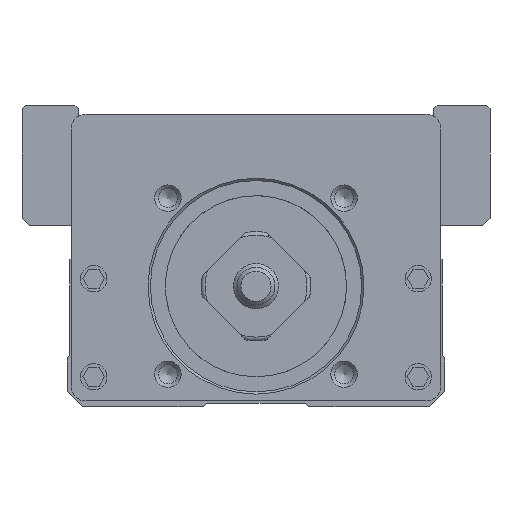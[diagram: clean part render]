
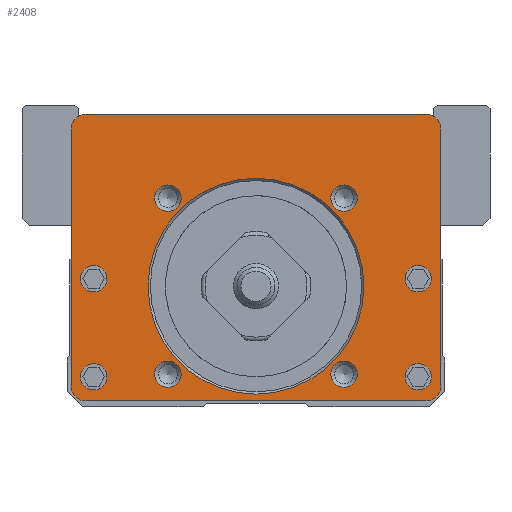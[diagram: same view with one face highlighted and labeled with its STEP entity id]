
A CAD part, front view. The second image highlights one B-rep face of the part: STEP entity #2408.
In plain terms, the highlighted planar face has unit normal (0, -1, 0).
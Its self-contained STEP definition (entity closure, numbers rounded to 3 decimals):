
#1305=FACE_BOUND('',#6914,.T.);
#1306=FACE_BOUND('',#6915,.T.);
#1307=FACE_BOUND('',#6916,.T.);
#1308=FACE_BOUND('',#6917,.T.);
#1309=FACE_BOUND('',#6918,.T.);
#1310=FACE_BOUND('',#6919,.T.);
#1311=FACE_BOUND('',#6920,.T.);
#1312=FACE_BOUND('',#6921,.T.);
#1313=FACE_BOUND('',#6922,.T.);
#1314=FACE_BOUND('',#6923,.T.);
#2408=ADVANCED_FACE('',(#1305,#1306,#1307,#1308,#1309,#1310,#1311,#1312,
#1313,#1314),#3951,.T.);
#3951=PLANE('',#32794);
#6914=EDGE_LOOP('',(#12576));
#6915=EDGE_LOOP('',(#12577));
#6916=EDGE_LOOP('',(#12578));
#6917=EDGE_LOOP('',(#12579));
#6918=EDGE_LOOP('',(#12580));
#6919=EDGE_LOOP('',(#12581));
#6920=EDGE_LOOP('',(#12582));
#6921=EDGE_LOOP('',(#12583));
#6922=EDGE_LOOP('',(#12584));
#6923=EDGE_LOOP('',(#12585,#12586,#12587,#12588,#12589,#12590,#12591,#12592));
#8662=CIRCLE('',#32757,2.);
#8664=CIRCLE('',#32760,2.);
#8680=CIRCLE('',#32783,14.3);
#8681=CIRCLE('',#32784,1.75);
#8682=CIRCLE('',#32785,1.75);
#8683=CIRCLE('',#32786,1.75);
#8684=CIRCLE('',#32787,1.75);
#8685=CIRCLE('',#32788,1.75);
#8686=CIRCLE('',#32789,1.75);
#8687=CIRCLE('',#32790,1.75);
#8688=CIRCLE('',#32791,1.75);
#8689=CIRCLE('',#32792,2.);
#8690=CIRCLE('',#32793,2.);
#12576=ORIENTED_EDGE('',*,*,#22737,.T.);
#12577=ORIENTED_EDGE('',*,*,#22738,.T.);
#12578=ORIENTED_EDGE('',*,*,#22739,.T.);
#12579=ORIENTED_EDGE('',*,*,#22740,.T.);
#12580=ORIENTED_EDGE('',*,*,#22741,.T.);
#12581=ORIENTED_EDGE('',*,*,#22742,.F.);
#12582=ORIENTED_EDGE('',*,*,#22743,.T.);
#12583=ORIENTED_EDGE('',*,*,#22744,.T.);
#12584=ORIENTED_EDGE('',*,*,#22745,.F.);
#12585=ORIENTED_EDGE('',*,*,#22540,.T.);
#12586=ORIENTED_EDGE('',*,*,#22623,.T.);
#12587=ORIENTED_EDGE('',*,*,#22588,.F.);
#12588=ORIENTED_EDGE('',*,*,#22746,.F.);
#12589=ORIENTED_EDGE('',*,*,#22609,.T.);
#12590=ORIENTED_EDGE('',*,*,#22747,.T.);
#12591=ORIENTED_EDGE('',*,*,#22575,.T.);
#12592=ORIENTED_EDGE('',*,*,#22625,.T.);
#19063=VERTEX_POINT('',#46899);
#19066=VERTEX_POINT('',#46904);
#19099=VERTEX_POINT('',#46979);
#19100=VERTEX_POINT('',#46981);
#19102=VERTEX_POINT('',#46987);
#19110=VERTEX_POINT('',#47004);
#19125=VERTEX_POINT('',#47042);
#19126=VERTEX_POINT('',#47044);
#19232=VERTEX_POINT('',#47404);
#19233=VERTEX_POINT('',#47406);
#19234=VERTEX_POINT('',#47408);
#19235=VERTEX_POINT('',#47410);
#19236=VERTEX_POINT('',#47412);
#19237=VERTEX_POINT('',#47414);
#19238=VERTEX_POINT('',#47416);
#19239=VERTEX_POINT('',#47418);
#19240=VERTEX_POINT('',#47420);
#22540=EDGE_CURVE('',#19063,#19066,#26462,.T.);
#22575=EDGE_CURVE('',#19100,#19099,#26496,.T.);
#22588=EDGE_CURVE('',#19110,#19102,#26508,.T.);
#22609=EDGE_CURVE('',#19126,#19125,#26522,.T.);
#22623=EDGE_CURVE('',#19066,#19102,#8662,.T.);
#22625=EDGE_CURVE('',#19099,#19063,#8664,.T.);
#22737=EDGE_CURVE('',#19232,#19232,#8680,.T.);
#22738=EDGE_CURVE('',#19233,#19233,#8681,.T.);
#22739=EDGE_CURVE('',#19234,#19234,#8682,.T.);
#22740=EDGE_CURVE('',#19235,#19235,#8683,.T.);
#22741=EDGE_CURVE('',#19236,#19236,#8684,.T.);
#22742=EDGE_CURVE('',#19237,#19237,#8685,.T.);
#22743=EDGE_CURVE('',#19238,#19238,#8686,.T.);
#22744=EDGE_CURVE('',#19239,#19239,#8687,.T.);
#22745=EDGE_CURVE('',#19240,#19240,#8688,.T.);
#22746=EDGE_CURVE('',#19126,#19110,#8689,.T.);
#22747=EDGE_CURVE('',#19125,#19100,#8690,.T.);
#26462=LINE('',#46905,#29689);
#26496=LINE('',#46980,#29723);
#26508=LINE('',#47005,#29735);
#26522=LINE('',#47043,#29749);
#29689=VECTOR('',#37440,1.);
#29723=VECTOR('',#37490,1.);
#29735=VECTOR('',#37506,1.);
#29749=VECTOR('',#37538,1.);
#32757=AXIS2_PLACEMENT_3D('',#47066,#37564,#37565);
#32760=AXIS2_PLACEMENT_3D('',#47069,#37570,#37571);
#32783=AXIS2_PLACEMENT_3D('',#47403,#37698,#37699);
#32784=AXIS2_PLACEMENT_3D('',#47405,#37700,#37701);
#32785=AXIS2_PLACEMENT_3D('',#47407,#37702,#37703);
#32786=AXIS2_PLACEMENT_3D('',#47409,#37704,#37705);
#32787=AXIS2_PLACEMENT_3D('',#47411,#37706,#37707);
#32788=AXIS2_PLACEMENT_3D('',#47413,#37708,#37709);
#32789=AXIS2_PLACEMENT_3D('',#47415,#37710,#37711);
#32790=AXIS2_PLACEMENT_3D('',#47417,#37712,#37713);
#32791=AXIS2_PLACEMENT_3D('',#47419,#37714,#37715);
#32792=AXIS2_PLACEMENT_3D('',#47421,#37716,#37717);
#32793=AXIS2_PLACEMENT_3D('',#47422,#37718,#37719);
#32794=AXIS2_PLACEMENT_3D('',#47423,#37720,#37721);
#37440=DIRECTION('',(-1.,0.,0.));
#37490=DIRECTION('',(0.,0.,1.));
#37506=DIRECTION('',(0.,0.,1.));
#37538=DIRECTION('',(1.,0.,0.));
#37564=DIRECTION('',(0.,-1.,0.));
#37565=DIRECTION('',(0.,0.,-1.));
#37570=DIRECTION('',(0.,-1.,0.));
#37571=DIRECTION('',(0.,0.,-1.));
#37698=DIRECTION('',(0.,1.,0.));
#37699=DIRECTION('',(0.,0.,-1.));
#37700=DIRECTION('',(0.,1.,0.));
#37701=DIRECTION('',(0.,0.,-1.));
#37702=DIRECTION('',(0.,1.,0.));
#37703=DIRECTION('',(0.,0.,-1.));
#37704=DIRECTION('',(0.,1.,0.));
#37705=DIRECTION('',(0.,0.,-1.));
#37706=DIRECTION('',(0.,1.,0.));
#37707=DIRECTION('',(0.,0.,-1.));
#37708=DIRECTION('',(0.,-1.,0.));
#37709=DIRECTION('',(-1.,0.,0.));
#37710=DIRECTION('',(0.,1.,0.));
#37711=DIRECTION('',(-1.,0.,0.));
#37712=DIRECTION('',(0.,1.,0.));
#37713=DIRECTION('',(1.,0.,0.));
#37714=DIRECTION('',(0.,-1.,0.));
#37715=DIRECTION('',(1.,0.,0.));
#37716=DIRECTION('',(0.,1.,0.));
#37717=DIRECTION('',(0.,0.,-1.));
#37718=DIRECTION('',(0.,-1.,0.));
#37719=DIRECTION('',(0.,0.,-1.));
#37720=DIRECTION('',(0.,-1.,0.));
#37721=DIRECTION('',(0.,0.,1.));
#46899=CARTESIAN_POINT('',(22.868,-178.78,30.309));
#46904=CARTESIAN_POINT('',(-22.132,-178.78,30.309));
#46905=CARTESIAN_POINT('',(-24.132,-178.78,30.309));
#46979=CARTESIAN_POINT('',(24.868,-178.78,28.309));
#46980=CARTESIAN_POINT('',(24.868,-178.78,-7.691));
#46981=CARTESIAN_POINT('',(24.868,-178.78,-5.691));
#46987=CARTESIAN_POINT('',(-24.132,-178.78,28.309));
#47004=CARTESIAN_POINT('',(-24.132,-178.78,-5.691));
#47005=CARTESIAN_POINT('',(-24.132,-178.78,-7.691));
#47042=CARTESIAN_POINT('',(22.868,-178.78,-7.691));
#47043=CARTESIAN_POINT('',(-24.132,-178.78,-7.691));
#47044=CARTESIAN_POINT('',(-22.132,-178.78,-7.691));
#47066=CARTESIAN_POINT('',(-22.132,-178.78,28.309));
#47069=CARTESIAN_POINT('',(22.868,-178.78,28.309));
#47403=CARTESIAN_POINT('',(0.368,-178.78,7.509));
#47404=CARTESIAN_POINT('',(0.368,-178.78,-6.791));
#47405=CARTESIAN_POINT('',(-11.3,-178.78,-4.158));
#47406=CARTESIAN_POINT('',(-11.3,-178.78,-5.908));
#47407=CARTESIAN_POINT('',(12.035,-178.78,-4.158));
#47408=CARTESIAN_POINT('',(12.035,-178.78,-5.908));
#47409=CARTESIAN_POINT('',(12.035,-178.78,19.176));
#47410=CARTESIAN_POINT('',(12.035,-178.78,17.426));
#47411=CARTESIAN_POINT('',(-11.3,-178.78,19.176));
#47412=CARTESIAN_POINT('',(-11.3,-178.78,17.426));
#47413=CARTESIAN_POINT('',(-21.132,-178.78,8.509));
#47414=CARTESIAN_POINT('',(-22.882,-178.78,8.509));
#47415=CARTESIAN_POINT('',(-21.132,-178.78,-4.491));
#47416=CARTESIAN_POINT('',(-22.882,-178.78,-4.491));
#47417=CARTESIAN_POINT('',(21.868,-178.78,8.509));
#47418=CARTESIAN_POINT('',(23.618,-178.78,8.509));
#47419=CARTESIAN_POINT('',(21.868,-178.78,-4.491));
#47420=CARTESIAN_POINT('',(23.618,-178.78,-4.491));
#47421=CARTESIAN_POINT('',(-22.132,-178.78,-5.691));
#47422=CARTESIAN_POINT('',(22.868,-178.78,-5.691));
#47423=CARTESIAN_POINT('',(-24.132,-178.78,38.509));
